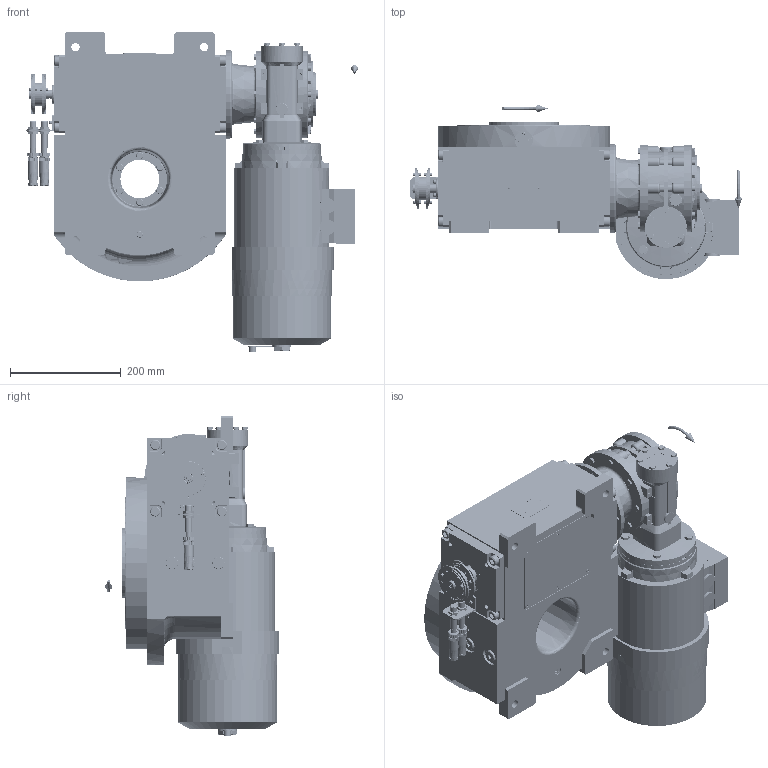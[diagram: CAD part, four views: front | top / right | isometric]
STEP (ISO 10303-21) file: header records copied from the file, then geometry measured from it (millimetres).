
FILE_DESCRIPTION (( 'STEP AP203' ), '1' );
FILE_NAME ('PC5201782.step', '2026-02-13T08:55:20', ( '' ), ( '' ), 'SwSTEP 2.0', 'SolidWorks 2020', '' );
FILE_SCHEMA (( 'CONFIG_CONTROL_DESIGN' ));
Length unit declared in the file: millimetre
Products named in the file (95): cfn2115_01_006; cfn2003_01_054; cfn2151_01_170; CFN2000_01_185.stp; cfn2000_01_126; cfn2070_05_009; 900_00_00_005; cfn2000_01_099; cfn2000_01_081; freccia_angolare; cfn2276_01_056; cfn2000_01_184; cfn2155_01_095; cfn2104_01_018; RIG09_005_ASM.stp; cfn2107_01_001; rig09_007_master; RMI70_F3_LCB_SX_90B14; AS_rig09_002_bl; AS_900_00_00_005; AS_900_38_10_028; 900_38_30_003; cfn2400_04_024; AS_cfn2476_01_002_60x46; AS_rig09_017; cfn2151_01_167; cfn2128_19_002; PC5201782; CFN2223_02_004.stp; AS_900_38_30_003; RIG09_005_AF0.stp; freccia_angolare_albero; cfn2115_02_194; rig09_004; AS_rig09_071_10_m; rig09_071_10_m.stp; rig09_002_bl; RIG09_021_AF0.stp; AS_rig09_016; cfn2205_01_015 ...
Assembly tree (87 placements, depth 5):
  cfn2151_01_170
  cfn2276_01_056
  rig09_007_master
  cfn2151_01_167
  PC5201782
    rig09_001_a
    AS_cfn2476_01_002_60x46
      cfn2476_01_002_60x46
      cfn2107_01_001
      cfn2107_01_001
    AS_rig09_071_10_m
      rig09_071_10_m.stp
        RIG09_005_ASM.stp
          RIG09_005_AF0.stp
          RIG09_021_AF0.stp
          CFN2000_01_185.stp
          CFN2000_01_185.stp
          CFN2104_02_018.stp
        CFN2155_01_195.stp
        CFN2010_02_002.stp
      rig09_003_10
      cfn2000_01_099
      cfn2000_01_099
      cfn2000_01_099
      cfn2000_01_099
      cfn2000_01_099
      cfn2000_01_099
      cfn2000_01_099
      cfn2000_01_099
      cfn2104_01_018  x2
    AS_rig09_017
      rig09_017
      cfn2000_01_126
      cfn2000_01_126
      cfn2000_01_126
      cfn2000_01_126
      cfn2000_01_126
      cfn2000_01_126
      cfn2155_01_196
    AS_rig09_004
      rig09_004
      cfn2000_01_081
      cfn2155_01_095
      cfn2070_05_009
      cfn2000_01_081
      cfn2000_01_081
      cfn2000_01_081
    AS_rig09_004
      rig09_004
      cfn2000_01_081
      cfn2155_01_095
      cfn2070_05_009
      cfn2000_01_081
      cfn2000_01_081
      cfn2000_01_081
    AS_rig09_002_bl
      rig09_002_bl
      cfn2115_01_006
    cfn2128_04_002  x3
    cfn2128_19_002
Bounding box: 599.5 x 314.31 x 577 mm (x, y, z)
Volume: 15429072.1 mm3; surface area: 1913669.2 mm2
Topology: 75 solids, 92 shells, 6397 faces, 16226 edges, 10297 vertices
Faces by surface type: plane 2979, cylinder 2041, cone 1057, torus 296, bspline 20, sphere 4
Entity records: 192413 total; most frequent: CARTESIAN_POINT 56556, ORIENTED_EDGE 26444, DIRECTION 26137, EDGE_CURVE 13222, AXIS2_PLACEMENT_3D 9706, VERTEX_POINT 8468, LINE 6725, VECTOR 6725
